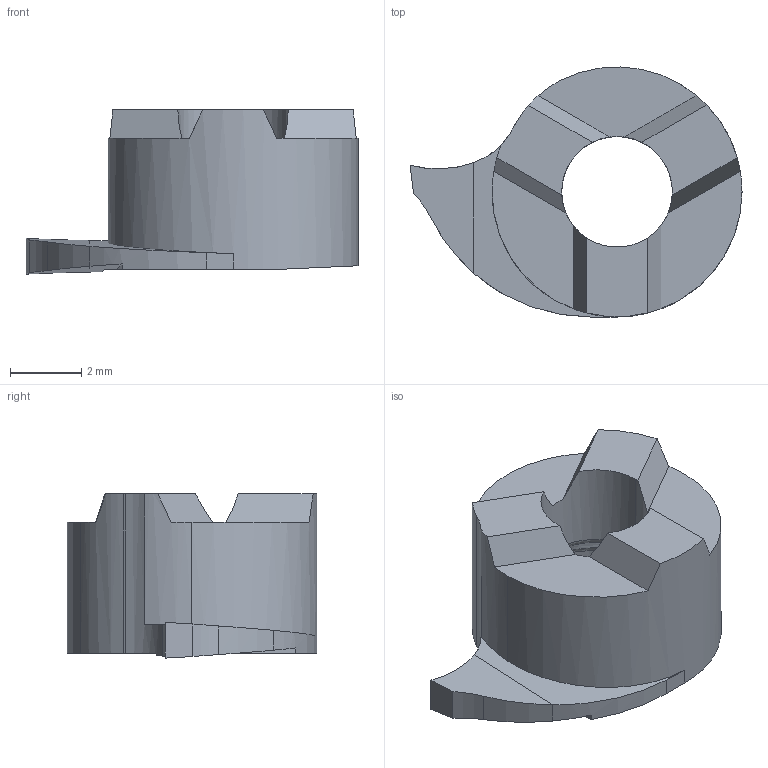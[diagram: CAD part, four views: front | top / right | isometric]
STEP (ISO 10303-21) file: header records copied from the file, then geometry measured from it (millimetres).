
FILE_DESCRIPTION(/* description */ (''),/* implementation_level */ '2;1');
FILE_NAME(/* name */ '1637847263519.stp',/* time_stamp */ '2021-11-25T19:04:38+06:00',/* author */ (''),/* organization */ ('SMS'),/* preprocessor_version */ 'ST-DEVELOPER v16.7',/* originating_system */ 'SIEMENS PLM Software NX 12.0',/* authorisation */ '');
FILE_SCHEMA (('AUTOMOTIVE_DESIGN { 1 0 10303 214 3 1 1 1 }'));
Length unit declared in the file: millimetre
Products named in the file (1): 203806693mod000_00
Bounding box: 9.3 x 7 x 4.6 mm (x, y, z)
Volume: 113.7 mm3; surface area: 218.7 mm2
Topology: 2 solids, 2 shells, 44 faces, 119 edges, 80 vertices
Faces by surface type: plane 24, cylinder 14, torus 4, cone 2
Entity records: 1469 total; most frequent: CARTESIAN_POINT 344, ORIENTED_EDGE 236, DIRECTION 223, EDGE_CURVE 118, AXIS2_PLACEMENT_3D 87, VERTEX_POINT 76, LINE 49, VECTOR 49
